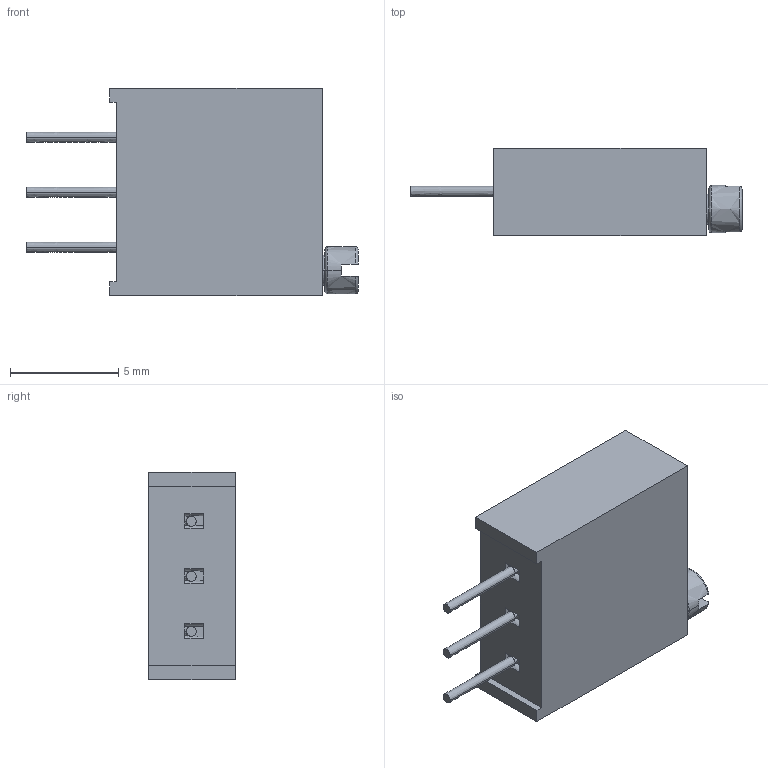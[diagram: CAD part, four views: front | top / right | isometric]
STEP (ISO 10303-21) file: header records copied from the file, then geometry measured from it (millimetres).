
FILE_DESCRIPTION((''),'2;1');
FILE_NAME('3292W001_ASM','2011-01-27T',('minhn'),('Bourns, Inc.'),'PRO/ENGINEER BY PARAMETRIC TECHNOLOGY CORPORATION, 2001200','PRO/ENGINEER BY PARAMETRIC TECHNOLOGY CORPORATION, 2001200','');
FILE_SCHEMA(('AUTOMOTIVE_DESIGN_CC2 { 1 2 10303 214 -1 1 5 2 }'));
Length unit declared in the file: inch
Products named in the file (2): 33756-67501; 3292W001_ASM
Assembly tree (1 placements, depth 2):
  3292W001_ASM
    33756-67501
Bounding box: 15.32 x 4 x 9.55 mm (x, y, z)
Volume: 358.9 mm3; surface area: 423.4 mm2
Topology: 1 solids, 2 shells, 74 faces, 180 edges, 118 vertices
Faces by surface type: bspline 74
Entity records: 3581 total; most frequent: CARTESIAN_POINT 1456, ORIENTED_EDGE 360, DIRECTION 226, PRESENTATION_STYLE_ASSIGNMENT 181, STYLED_ITEM 181, CURVE_STYLE 180, EDGE_CURVE 180, VERTEX_POINT 118
